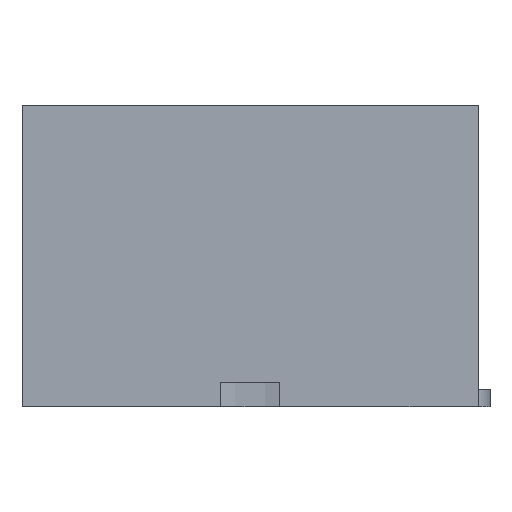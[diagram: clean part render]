
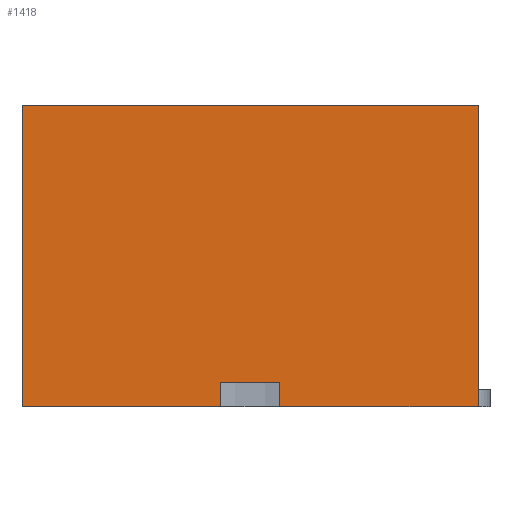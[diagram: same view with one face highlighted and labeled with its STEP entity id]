
A CAD part, front view. The second image highlights one B-rep face of the part: STEP entity #1418.
In plain terms, the highlighted planar face has unit normal (0, -1, 0).
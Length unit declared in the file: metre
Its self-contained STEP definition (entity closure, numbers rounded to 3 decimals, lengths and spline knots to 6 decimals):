
#148=ORIENTED_EDGE('',*,*,#546,.T.);
#149=ORIENTED_EDGE('',*,*,#547,.F.);
#150=ORIENTED_EDGE('',*,*,#544,.F.);
#151=ORIENTED_EDGE('',*,*,#535,.F.);
#152=ORIENTED_EDGE('',*,*,#548,.T.);
#153=ORIENTED_EDGE('',*,*,#549,.F.);
#154=ORIENTED_EDGE('',*,*,#550,.T.);
#155=ORIENTED_EDGE('',*,*,#551,.T.);
#535=EDGE_CURVE('',#734,#735,#869,.T.);
#544=EDGE_CURVE('',#735,#743,#878,.T.);
#546=EDGE_CURVE('',#744,#745,#880,.T.);
#547=EDGE_CURVE('',#743,#745,#881,.T.);
#548=EDGE_CURVE('',#734,#746,#882,.T.);
#549=EDGE_CURVE('',#747,#746,#883,.T.);
#550=EDGE_CURVE('',#747,#748,#884,.T.);
#551=EDGE_CURVE('',#748,#744,#885,.T.);
#734=VERTEX_POINT('',#2093);
#735=VERTEX_POINT('',#2095);
#743=VERTEX_POINT('',#2113);
#744=VERTEX_POINT('',#2117);
#745=VERTEX_POINT('',#2118);
#746=VERTEX_POINT('',#2121);
#747=VERTEX_POINT('',#2123);
#748=VERTEX_POINT('',#2125);
#869=LINE('',#2094,#1013);
#878=LINE('',#2112,#1022);
#880=LINE('',#2116,#1024);
#881=LINE('',#2119,#1025);
#882=LINE('',#2120,#1026);
#883=LINE('',#2122,#1027);
#884=LINE('',#2124,#1028);
#885=LINE('',#2126,#1029);
#1013=VECTOR('',#1674,1.);
#1022=VECTOR('',#1685,1.);
#1024=VECTOR('',#1689,1.);
#1025=VECTOR('',#1690,1.);
#1026=VECTOR('',#1691,1.);
#1027=VECTOR('',#1692,1.);
#1028=VECTOR('',#1693,1.);
#1029=VECTOR('',#1694,1.);
#1141=EDGE_LOOP('',(#148,#149,#150,#151,#152,#153,#154,#155));
#1259=FACE_BOUND('',#1141,.T.);
#1371=PLANE('',#1512);
#1418=ADVANCED_FACE('',(#1259),#1371,.T.);
#1512=AXIS2_PLACEMENT_3D('',#2115,#1687,#1688);
#1674=DIRECTION('',(1.,0.,0.));
#1685=DIRECTION('',(0.,0.,-1.));
#1687=DIRECTION('',(0.,-1.,0.));
#1688=DIRECTION('',(-1.,0.,0.));
#1689=DIRECTION('',(0.,0.,-1.));
#1690=DIRECTION('',(-1.,0.,0.));
#1691=DIRECTION('',(0.,0.,-1.));
#1692=DIRECTION('',(-1.,0.,0.));
#1693=DIRECTION('',(0.,0.,1.));
#1694=DIRECTION('',(1.,0.,0.));
#2093=CARTESIAN_POINT('',(-0.065,-0.065,0.));
#2094=CARTESIAN_POINT('',(-0.065,-0.065,0.));
#2095=CARTESIAN_POINT('',(0.065,-0.065,0.));
#2112=CARTESIAN_POINT('',(0.065,-0.065,0.));
#2113=CARTESIAN_POINT('',(0.065,-0.065,-0.086));
#2115=CARTESIAN_POINT('',(0.065,-0.065,0.));
#2116=CARTESIAN_POINT('',(0.008451,-0.065,-0.043));
#2117=CARTESIAN_POINT('',(0.008451,-0.065,-0.079));
#2118=CARTESIAN_POINT('',(0.008451,-0.065,-0.086));
#2119=CARTESIAN_POINT('',(-0.065,-0.065,-0.086));
#2120=CARTESIAN_POINT('',(-0.065,-0.065,0.));
#2121=CARTESIAN_POINT('',(-0.065,-0.065,-0.086));
#2122=CARTESIAN_POINT('',(-0.065,-0.065,-0.086));
#2123=CARTESIAN_POINT('',(-0.008451,-0.065,-0.086));
#2124=CARTESIAN_POINT('',(-0.008451,-0.065,-0.043));
#2125=CARTESIAN_POINT('',(-0.008451,-0.065,-0.079));
#2126=CARTESIAN_POINT('',(0.0325,-0.065,-0.079));
